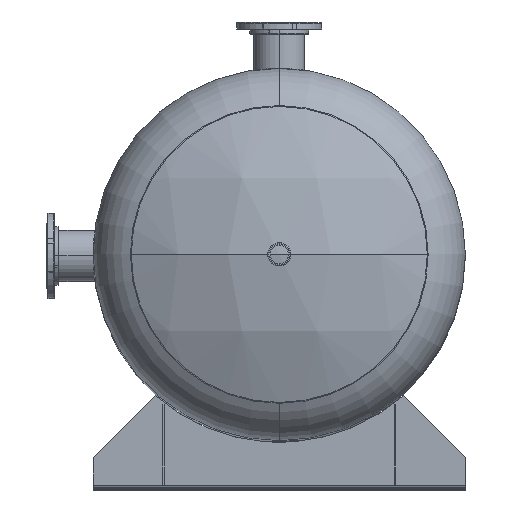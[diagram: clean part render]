
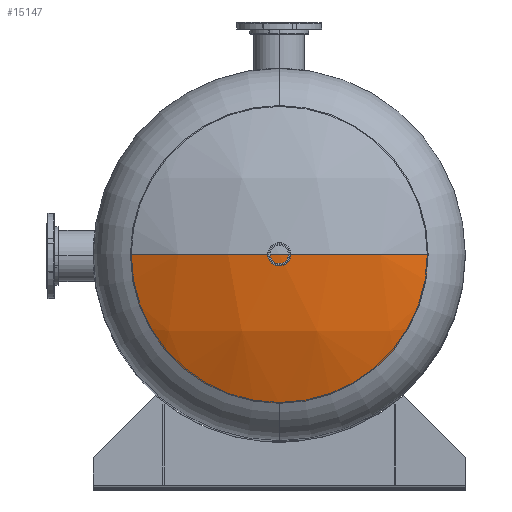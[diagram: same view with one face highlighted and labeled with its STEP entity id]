
A CAD part, top view. The second image highlights one B-rep face of the part: STEP entity #15147.
In plain terms, the highlighted spherical face has radius 1097.28 mm.
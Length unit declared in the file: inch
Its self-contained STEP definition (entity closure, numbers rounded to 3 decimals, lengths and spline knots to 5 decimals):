
#289 = DIRECTION ( 'NONE',  ( 0., 0., -1. ) ) ;
#2290 = DIRECTION ( 'NONE',  ( 0., -1., 0. ) ) ;
#2735 = CIRCLE ( 'NONE', #13769, 19.2 ) ;
#3396 = EDGE_CURVE ( 'NONE', #9545, #5697, #14639, .T. ) ;
#3766 = ORIENTED_EDGE ( 'NONE', *, *, #3396, .F. ) ;
#4229 = AXIS2_PLACEMENT_3D ( 'NONE', #8798, #19118, #10082 ) ;
#4576 = CARTESIAN_POINT ( 'NONE',  ( 0., -29.17033, 0. ) ) ;
#5441 = CARTESIAN_POINT ( 'NONE',  ( -19.2, 9.52851, 0. ) ) ;
#5444 = CARTESIAN_POINT ( 'NONE',  ( 0., 9.52851, 0. ) ) ;
#5697 = VERTEX_POINT ( 'NONE', #7654 ) ;
#5911 = EDGE_LOOP ( 'NONE', ( #3766, #15569, #11050, #19066 ) ) ;
#6258 = SPHERICAL_SURFACE ( 'NONE', #7407, 43.2 ) ;
#6938 = CARTESIAN_POINT ( 'NONE',  ( 0., 14.02967, 0. ) ) ;
#7407 = AXIS2_PLACEMENT_3D ( 'NONE', #4576, #18180, #11998 ) ;
#7447 = VERTEX_POINT ( 'NONE', #5441 ) ;
#7459 = FACE_OUTER_BOUND ( 'NONE', #5911, .T. ) ;
#7654 = CARTESIAN_POINT ( 'NONE',  ( 19.2, 9.52851, 0. ) ) ;
#7888 = DIRECTION ( 'NONE',  ( 0., -1., 0. ) ) ;
#8402 = EDGE_CURVE ( 'NONE', #5697, #13587, #13559, .T. ) ;
#8620 = DIRECTION ( 'NONE',  ( 1., 0., 0. ) ) ;
#8798 = CARTESIAN_POINT ( 'NONE',  ( 0., -29.17033, 0. ) ) ;
#9545 = VERTEX_POINT ( 'NONE', #6938 ) ;
#9645 = CIRCLE ( 'NONE', #15622, 43.2 ) ;
#9648 = CARTESIAN_POINT ( 'NONE',  ( 0., 9.52851, 0. ) ) ;
#10082 = DIRECTION ( 'NONE',  ( -1., 0., 0. ) ) ;
#11050 = ORIENTED_EDGE ( 'NONE', *, *, #13085, .F. ) ;
#11371 = DIRECTION ( 'NONE',  ( 0., 0., -1. ) ) ;
#11998 = DIRECTION ( 'NONE',  ( 1., 0., 0. ) ) ;
#13026 = CARTESIAN_POINT ( 'NONE',  ( 0., 9.52851, 19.2 ) ) ;
#13085 = EDGE_CURVE ( 'NONE', #13587, #7447, #2735, .T. ) ;
#13559 = CIRCLE ( 'NONE', #18567, 19.2 ) ;
#13587 = VERTEX_POINT ( 'NONE', #13026 ) ;
#13769 = AXIS2_PLACEMENT_3D ( 'NONE', #9648, #7888, #289 ) ;
#14639 = CIRCLE ( 'NONE', #4229, 43.2 ) ;
#14860 = CARTESIAN_POINT ( 'NONE',  ( 0., -29.17033, 0. ) ) ;
#15147 = ADVANCED_FACE ( 'NONE', ( #7459 ), #6258, .T. ) ;
#15569 = ORIENTED_EDGE ( 'NONE', *, *, #17648, .T. ) ;
#15622 = AXIS2_PLACEMENT_3D ( 'NONE', #14860, #16030, #8620 ) ;
#16030 = DIRECTION ( 'NONE',  ( 0., 0., 1. ) ) ;
#17648 = EDGE_CURVE ( 'NONE', #9545, #7447, #9645, .T. ) ;
#18180 = DIRECTION ( 'NONE',  ( 0., 0., 1. ) ) ;
#18567 = AXIS2_PLACEMENT_3D ( 'NONE', #5444, #2290, #11371 ) ;
#19066 = ORIENTED_EDGE ( 'NONE', *, *, #8402, .F. ) ;
#19118 = DIRECTION ( 'NONE',  ( 0., 0., -1. ) ) ;
